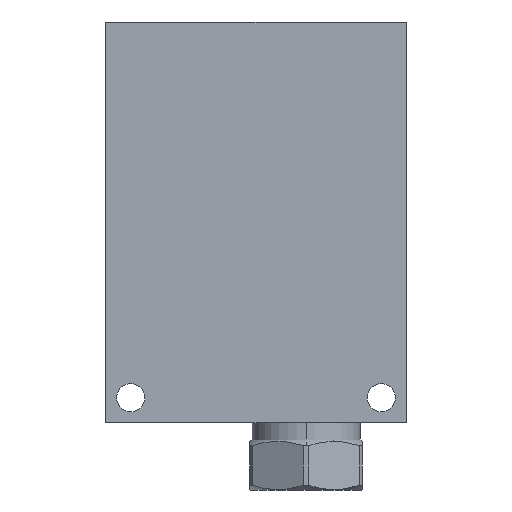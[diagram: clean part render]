
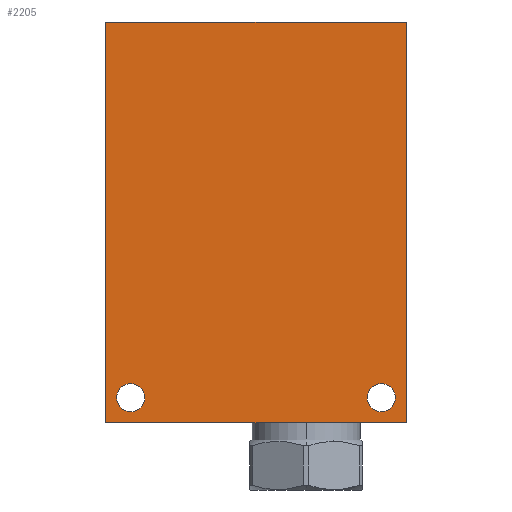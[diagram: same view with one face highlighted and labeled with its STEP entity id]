
A CAD part, left-side view. The second image highlights one B-rep face of the part: STEP entity #2205.
In plain terms, the highlighted planar face has unit normal (-1, 0, 0).
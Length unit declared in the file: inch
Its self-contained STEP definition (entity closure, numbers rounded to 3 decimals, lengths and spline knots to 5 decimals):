
#1=DIRECTION('',(0.,-1.,0.));
#2=VECTOR('',#1,3.);
#3=CARTESIAN_POINT('',(0.,0.,0.));
#4=LINE('',#3,#2);
#27=DIRECTION('',(0.,0.,1.));
#28=VECTOR('',#27,4.);
#29=CARTESIAN_POINT('',(0.,0.,0.));
#30=LINE('',#29,#28);
#31=CARTESIAN_POINT('',(0.,-0.25,0.25));
#32=DIRECTION('',(1.,0.,0.));
#33=DIRECTION('',(0.,0.,-1.));
#34=AXIS2_PLACEMENT_3D('',#31,#32,#33);
#36=CARTESIAN_POINT('',(0.,-0.25,0.25));
#37=DIRECTION('',(1.,0.,0.));
#38=DIRECTION('',(0.,0.,1.));
#39=AXIS2_PLACEMENT_3D('',#36,#37,#38);
#41=CARTESIAN_POINT('',(0.,-2.75,0.25));
#42=DIRECTION('',(1.,0.,0.));
#43=DIRECTION('',(0.,0.,-1.));
#44=AXIS2_PLACEMENT_3D('',#41,#42,#43);
#46=CARTESIAN_POINT('',(0.,-2.75,0.25));
#47=DIRECTION('',(1.,0.,0.));
#48=DIRECTION('',(0.,0.,1.));
#49=AXIS2_PLACEMENT_3D('',#46,#47,#48);
#89=DIRECTION('',(0.,0.,1.));
#90=VECTOR('',#89,4.);
#91=CARTESIAN_POINT('',(0.,-3.,0.));
#92=LINE('',#91,#90);
#123=DIRECTION('',(0.,-1.,0.));
#124=VECTOR('',#123,3.);
#125=CARTESIAN_POINT('',(0.,0.,4.));
#126=LINE('',#125,#124);
#1953=CARTESIAN_POINT('',(0.,0.,0.));
#1954=CARTESIAN_POINT('',(0.,-3.,0.));
#1955=VERTEX_POINT('',#1953);
#1956=VERTEX_POINT('',#1954);
#1961=CARTESIAN_POINT('',(0.,0.,4.));
#1962=CARTESIAN_POINT('',(0.,-3.,4.));
#1963=VERTEX_POINT('',#1961);
#1964=VERTEX_POINT('',#1962);
#2041=CARTESIAN_POINT('',(0.,-0.25,0.1095));
#2042=CARTESIAN_POINT('',(0.,-0.25,0.3905));
#2043=VERTEX_POINT('',#2041);
#2044=VERTEX_POINT('',#2042);
#2049=CARTESIAN_POINT('',(0.,-2.75,0.1095));
#2050=CARTESIAN_POINT('',(0.,-2.75,0.3905));
#2051=VERTEX_POINT('',#2049);
#2052=VERTEX_POINT('',#2050);
#2179=CARTESIAN_POINT('',(0.,0.,0.));
#2180=DIRECTION('',(-1.,0.,0.));
#2181=DIRECTION('',(0.,-1.,0.));
#2182=AXIS2_PLACEMENT_3D('',#2179,#2180,#2181);
#2183=PLANE('',#2182);
#2184=ORIENTED_EDGE('',*,*,#2162,.F.);
#2186=ORIENTED_EDGE('',*,*,#2185,.T.);
#2188=ORIENTED_EDGE('',*,*,#2187,.T.);
#2190=ORIENTED_EDGE('',*,*,#2189,.F.);
#2191=EDGE_LOOP('',(#2184,#2186,#2188,#2190));
#2192=FACE_OUTER_BOUND('',#2191,.F.);
#2194=ORIENTED_EDGE('',*,*,#2193,.F.);
#2196=ORIENTED_EDGE('',*,*,#2195,.F.);
#2197=EDGE_LOOP('',(#2194,#2196));
#2198=FACE_BOUND('',#2197,.F.);
#2200=ORIENTED_EDGE('',*,*,#2199,.F.);
#2202=ORIENTED_EDGE('',*,*,#2201,.F.);
#2203=EDGE_LOOP('',(#2200,#2202));
#2204=FACE_BOUND('',#2203,.F.);
#2205=ADVANCED_FACE('',(#2192,#2198,#2204),#2183,.T.);
#35=CIRCLE('',#34,0.1405);
#40=CIRCLE('',#39,0.1405);
#45=CIRCLE('',#44,0.1405);
#50=CIRCLE('',#49,0.1405);
#2162=EDGE_CURVE('',#1955,#1956,#4,.T.);
#2185=EDGE_CURVE('',#1955,#1963,#30,.T.);
#2187=EDGE_CURVE('',#1963,#1964,#126,.T.);
#2189=EDGE_CURVE('',#1956,#1964,#92,.T.);
#2193=EDGE_CURVE('',#2043,#2044,#35,.T.);
#2195=EDGE_CURVE('',#2044,#2043,#40,.T.);
#2199=EDGE_CURVE('',#2051,#2052,#45,.T.);
#2201=EDGE_CURVE('',#2052,#2051,#50,.T.);
